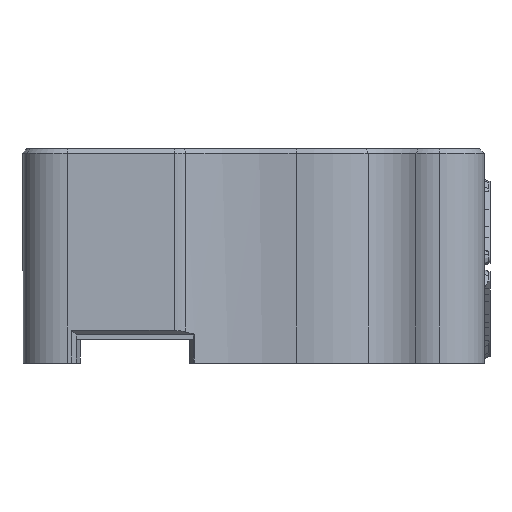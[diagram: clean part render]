
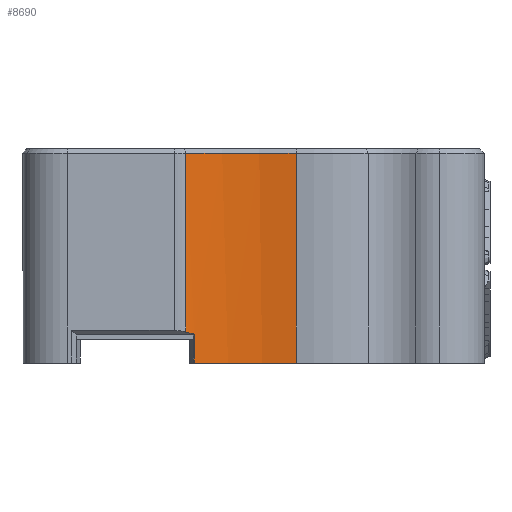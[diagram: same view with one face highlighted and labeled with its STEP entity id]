
A CAD part, left-side view. The second image highlights one B-rep face of the part: STEP entity #8690.
In plain terms, the highlighted cylindrical face has radius 22.019 mm (diameter 44.038 mm), a partial arc.
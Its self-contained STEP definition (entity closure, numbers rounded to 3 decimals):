
#74=ELLIPSE('',#9271,31.14,22.019);
#110=CYLINDRICAL_SURFACE('',#9270,22.019);
#236=CIRCLE('',#9135,22.019);
#301=CIRCLE('',#9272,22.019);
#1188=FACE_OUTER_BOUND('',#1720,.T.);
#1720=EDGE_LOOP('',(#7042,#7043,#7044,#7045,#7046,#7047));
#2452=LINE('',#15501,#3191);
#2453=LINE('',#15505,#3192);
#2454=LINE('',#15508,#3193);
#3191=VECTOR('',#10588,10.);
#3192=VECTOR('',#10591,10.);
#3193=VECTOR('',#10594,10.);
#3838=VERTEX_POINT('',#13671);
#3840=VERTEX_POINT('',#13677);
#4039=VERTEX_POINT('',#15500);
#4040=VERTEX_POINT('',#15502);
#4041=VERTEX_POINT('',#15504);
#4042=VERTEX_POINT('',#15506);
#4836=EDGE_CURVE('',#3838,#3840,#236,.T.);
#5117=EDGE_CURVE('',#4039,#3838,#2452,.T.);
#5118=EDGE_CURVE('',#4040,#4039,#74,.T.);
#5119=EDGE_CURVE('',#4041,#4040,#2453,.T.);
#5120=EDGE_CURVE('',#4042,#4041,#301,.T.);
#5121=EDGE_CURVE('',#4042,#3840,#2454,.T.);
#7042=ORIENTED_EDGE('',*,*,#4836,.F.);
#7043=ORIENTED_EDGE('',*,*,#5117,.F.);
#7044=ORIENTED_EDGE('',*,*,#5118,.F.);
#7045=ORIENTED_EDGE('',*,*,#5119,.F.);
#7046=ORIENTED_EDGE('',*,*,#5120,.F.);
#7047=ORIENTED_EDGE('',*,*,#5121,.T.);
#8690=ADVANCED_FACE('',(#1188),#110,.F.);
#9135=AXIS2_PLACEMENT_3D('',#13681,#10221,#10222);
#9270=AXIS2_PLACEMENT_3D('',#15499,#10586,#10587);
#9271=AXIS2_PLACEMENT_3D('',#15503,#10589,#10590);
#9272=AXIS2_PLACEMENT_3D('',#15507,#10592,#10593);
#10221=DIRECTION('center_axis',(0.,0.,-1.));
#10222=DIRECTION('ref_axis',(0.964,0.267,0.));
#10586=DIRECTION('center_axis',(0.,0.,1.));
#10587=DIRECTION('ref_axis',(0.964,0.267,0.));
#10588=DIRECTION('',(0.,0.,1.));
#10589=DIRECTION('center_axis',(0.707,0.,0.707));
#10590=DIRECTION('ref_axis',(0.707,0.,-0.707));
#10591=DIRECTION('',(0.,0.,1.));
#10592=DIRECTION('center_axis',(0.,0.,1.));
#10593=DIRECTION('ref_axis',(0.964,0.267,0.));
#10594=DIRECTION('',(0.,0.,1.));
#13671=CARTESIAN_POINT('',(-11.159,-4.524,18.6));
#13677=CARTESIAN_POINT('',(-10.708,-14.314,18.6));
#13681=CARTESIAN_POINT('Origin',(-32.378,-10.408,18.6));
#15499=CARTESIAN_POINT('Origin',(-32.378,-10.408,-5.));
#15500=CARTESIAN_POINT('',(-11.159,-4.524,2.759));
#15501=CARTESIAN_POINT('',(-11.159,-4.524,-5.));
#15502=CARTESIAN_POINT('',(-10.967,-5.267,2.567));
#15503=CARTESIAN_POINT('Origin',(-32.378,-10.408,23.978));
#15504=CARTESIAN_POINT('',(-10.967,-5.267,0.));
#15505=CARTESIAN_POINT('',(-10.967,-5.267,-5.));
#15506=CARTESIAN_POINT('',(-10.708,-14.314,0.));
#15507=CARTESIAN_POINT('Origin',(-32.378,-10.408,0.));
#15508=CARTESIAN_POINT('',(-10.708,-14.314,-5.));
